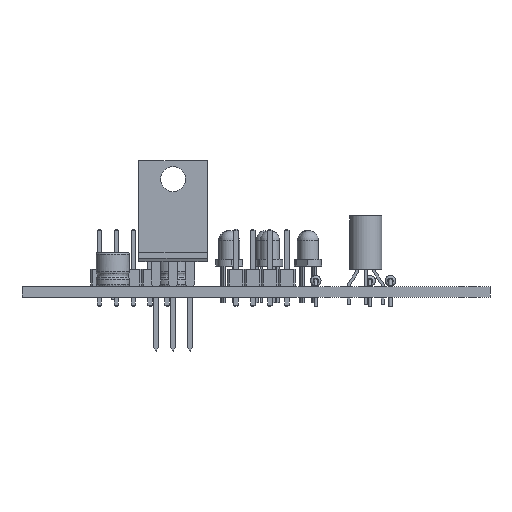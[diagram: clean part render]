
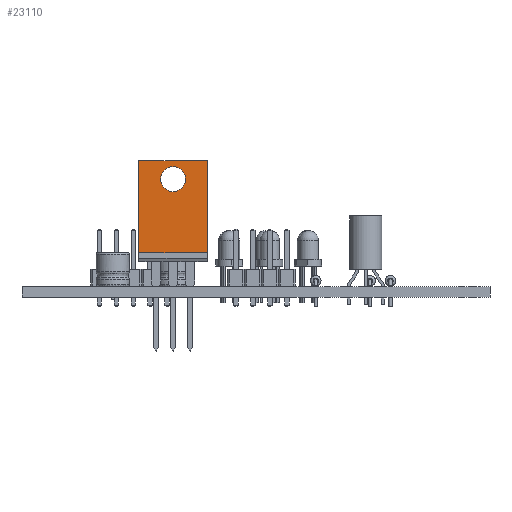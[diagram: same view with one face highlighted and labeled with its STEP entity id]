
A CAD part, left-side view. The second image highlights one B-rep face of the part: STEP entity #23110.
In plain terms, the highlighted face is planar.
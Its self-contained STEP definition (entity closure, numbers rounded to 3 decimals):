
#20590 = PLANE('',#20591);
#20591 = AXIS2_PLACEMENT_3D('',#20592,#20593,#20594);
#20592 = CARTESIAN_POINT('',(7.655,3.16,5.));
#20593 = DIRECTION('',(1.,0.,0.));
#20594 = DIRECTION('',(0.,-1.,0.));
#20646 = PLANE('',#20647);
#20647 = AXIS2_PLACEMENT_3D('',#20648,#20649,#20650);
#20648 = CARTESIAN_POINT('',(-2.575,1.89,5.));
#20649 = DIRECTION('',(-1.,0.,0.));
#20650 = DIRECTION('',(0.,1.,0.));
#20723 = PLANE('',#20724);
#20724 = AXIS2_PLACEMENT_3D('',#20725,#20726,#20727);
#20725 = CARTESIAN_POINT('',(-2.575,3.16,5.));
#20726 = DIRECTION('',(0.,0.,1.));
#20727 = DIRECTION('',(1.,0.,-0.));
#21780 = VERTEX_POINT('',#21781);
#21781 = CARTESIAN_POINT('',(-2.575,3.16,18.775));
#21795 = PLANE('',#21796);
#21796 = AXIS2_PLACEMENT_3D('',#21797,#21798,#21799);
#21797 = CARTESIAN_POINT('',(-2.575,3.16,18.775));
#21798 = DIRECTION('',(0.,0.,1.));
#21799 = DIRECTION('',(1.,0.,-0.));
#21807 = EDGE_CURVE('',#21808,#21780,#21810,.T.);
#21808 = VERTEX_POINT('',#21809);
#21809 = CARTESIAN_POINT('',(-2.575,3.16,5.));
#21810 = SURFACE_CURVE('',#21811,(#21815,#21822),.PCURVE_S1.);
#21811 = LINE('',#21812,#21813);
#21812 = CARTESIAN_POINT('',(-2.575,3.16,5.));
#21813 = VECTOR('',#21814,1.);
#21814 = DIRECTION('',(0.,0.,1.));
#21815 = PCURVE('',#20646,#21816);
#21816 = DEFINITIONAL_REPRESENTATION('',(#21817),#21821);
#21817 = LINE('',#21818,#21819);
#21818 = CARTESIAN_POINT('',(1.27,0.));
#21819 = VECTOR('',#21820,1.);
#21820 = DIRECTION('',(0.,-1.));
#21821 = ( GEOMETRIC_REPRESENTATION_CONTEXT(2) 
PARAMETRIC_REPRESENTATION_CONTEXT() REPRESENTATION_CONTEXT('2D SPACE',''
  ) );
#21822 = PCURVE('',#21823,#21828);
#21823 = PLANE('',#21824);
#21824 = AXIS2_PLACEMENT_3D('',#21825,#21826,#21827);
#21825 = CARTESIAN_POINT('',(-2.575,3.16,5.));
#21826 = DIRECTION('',(0.,1.,0.));
#21827 = DIRECTION('',(1.,0.,0.));
#21828 = DEFINITIONAL_REPRESENTATION('',(#21829),#21833);
#21829 = LINE('',#21830,#21831);
#21830 = CARTESIAN_POINT('',(0.,0.));
#21831 = VECTOR('',#21832,1.);
#21832 = DIRECTION('',(0.,-1.));
#21833 = ( GEOMETRIC_REPRESENTATION_CONTEXT(2) 
PARAMETRIC_REPRESENTATION_CONTEXT() REPRESENTATION_CONTEXT('2D SPACE',''
  ) );
#21925 = CYLINDRICAL_SURFACE('',#21926,1.868);
#21926 = AXIS2_PLACEMENT_3D('',#21927,#21928,#21929);
#21927 = CARTESIAN_POINT('',(2.54,1.89,16.005));
#21928 = DIRECTION('',(0.,-1.,0.));
#21929 = DIRECTION('',(1.,0.,0.));
#21941 = VERTEX_POINT('',#21942);
#21942 = CARTESIAN_POINT('',(7.655,3.16,5.));
#21963 = EDGE_CURVE('',#21941,#21964,#21966,.T.);
#21964 = VERTEX_POINT('',#21965);
#21965 = CARTESIAN_POINT('',(7.655,3.16,18.775));
#21966 = SURFACE_CURVE('',#21967,(#21971,#21978),.PCURVE_S1.);
#21967 = LINE('',#21968,#21969);
#21968 = CARTESIAN_POINT('',(7.655,3.16,5.));
#21969 = VECTOR('',#21970,1.);
#21970 = DIRECTION('',(0.,0.,1.));
#21971 = PCURVE('',#20590,#21972);
#21972 = DEFINITIONAL_REPRESENTATION('',(#21973),#21977);
#21973 = LINE('',#21974,#21975);
#21974 = CARTESIAN_POINT('',(0.,0.));
#21975 = VECTOR('',#21976,1.);
#21976 = DIRECTION('',(0.,-1.));
#21977 = ( GEOMETRIC_REPRESENTATION_CONTEXT(2) 
PARAMETRIC_REPRESENTATION_CONTEXT() REPRESENTATION_CONTEXT('2D SPACE',''
  ) );
#21978 = PCURVE('',#21823,#21979);
#21979 = DEFINITIONAL_REPRESENTATION('',(#21980),#21984);
#21980 = LINE('',#21981,#21982);
#21981 = CARTESIAN_POINT('',(10.23,0.));
#21982 = VECTOR('',#21983,1.);
#21983 = DIRECTION('',(0.,-1.));
#21984 = ( GEOMETRIC_REPRESENTATION_CONTEXT(2) 
PARAMETRIC_REPRESENTATION_CONTEXT() REPRESENTATION_CONTEXT('2D SPACE',''
  ) );
#22013 = EDGE_CURVE('',#21808,#21941,#22014,.T.);
#22014 = SURFACE_CURVE('',#22015,(#22019,#22026),.PCURVE_S1.);
#22015 = LINE('',#22016,#22017);
#22016 = CARTESIAN_POINT('',(-2.575,3.16,5.));
#22017 = VECTOR('',#22018,1.);
#22018 = DIRECTION('',(1.,0.,0.));
#22019 = PCURVE('',#20723,#22020);
#22020 = DEFINITIONAL_REPRESENTATION('',(#22021),#22025);
#22021 = LINE('',#22022,#22023);
#22022 = CARTESIAN_POINT('',(0.,0.));
#22023 = VECTOR('',#22024,1.);
#22024 = DIRECTION('',(1.,0.));
#22025 = ( GEOMETRIC_REPRESENTATION_CONTEXT(2) 
PARAMETRIC_REPRESENTATION_CONTEXT() REPRESENTATION_CONTEXT('2D SPACE',''
  ) );
#22026 = PCURVE('',#21823,#22027);
#22027 = DEFINITIONAL_REPRESENTATION('',(#22028),#22032);
#22028 = LINE('',#22029,#22030);
#22029 = CARTESIAN_POINT('',(0.,0.));
#22030 = VECTOR('',#22031,1.);
#22031 = DIRECTION('',(1.,0.));
#22032 = ( GEOMETRIC_REPRESENTATION_CONTEXT(2) 
PARAMETRIC_REPRESENTATION_CONTEXT() REPRESENTATION_CONTEXT('2D SPACE',''
  ) );
#23110 = ADVANCED_FACE('',(#23111,#23137),#21823,.T.);
#23111 = FACE_BOUND('',#23112,.T.);
#23112 = EDGE_LOOP('',(#23113,#23114,#23135,#23136));
#23113 = ORIENTED_EDGE('',*,*,#21807,.T.);
#23114 = ORIENTED_EDGE('',*,*,#23115,.T.);
#23115 = EDGE_CURVE('',#21780,#21964,#23116,.T.);
#23116 = SURFACE_CURVE('',#23117,(#23121,#23128),.PCURVE_S1.);
#23117 = LINE('',#23118,#23119);
#23118 = CARTESIAN_POINT('',(-2.575,3.16,18.775));
#23119 = VECTOR('',#23120,1.);
#23120 = DIRECTION('',(1.,0.,0.));
#23121 = PCURVE('',#21823,#23122);
#23122 = DEFINITIONAL_REPRESENTATION('',(#23123),#23127);
#23123 = LINE('',#23124,#23125);
#23124 = CARTESIAN_POINT('',(0.,-13.775));
#23125 = VECTOR('',#23126,1.);
#23126 = DIRECTION('',(1.,0.));
#23127 = ( GEOMETRIC_REPRESENTATION_CONTEXT(2) 
PARAMETRIC_REPRESENTATION_CONTEXT() REPRESENTATION_CONTEXT('2D SPACE',''
  ) );
#23128 = PCURVE('',#21795,#23129);
#23129 = DEFINITIONAL_REPRESENTATION('',(#23130),#23134);
#23130 = LINE('',#23131,#23132);
#23131 = CARTESIAN_POINT('',(0.,0.));
#23132 = VECTOR('',#23133,1.);
#23133 = DIRECTION('',(1.,0.));
#23134 = ( GEOMETRIC_REPRESENTATION_CONTEXT(2) 
PARAMETRIC_REPRESENTATION_CONTEXT() REPRESENTATION_CONTEXT('2D SPACE',''
  ) );
#23135 = ORIENTED_EDGE('',*,*,#21963,.F.);
#23136 = ORIENTED_EDGE('',*,*,#22013,.F.);
#23137 = FACE_BOUND('',#23138,.T.);
#23138 = EDGE_LOOP('',(#23139));
#23139 = ORIENTED_EDGE('',*,*,#23140,.T.);
#23140 = EDGE_CURVE('',#23141,#23141,#23143,.T.);
#23141 = VERTEX_POINT('',#23142);
#23142 = CARTESIAN_POINT('',(4.408,3.16,16.005));
#23143 = SURFACE_CURVE('',#23144,(#23149,#23160),.PCURVE_S1.);
#23144 = CIRCLE('',#23145,1.868);
#23145 = AXIS2_PLACEMENT_3D('',#23146,#23147,#23148);
#23146 = CARTESIAN_POINT('',(2.54,3.16,16.005));
#23147 = DIRECTION('',(0.,-1.,0.));
#23148 = DIRECTION('',(1.,0.,0.));
#23149 = PCURVE('',#21823,#23150);
#23150 = DEFINITIONAL_REPRESENTATION('',(#23151),#23159);
#23151 = ( BOUNDED_CURVE() B_SPLINE_CURVE(2,(#23152,#23153,#23154,#23155
    ,#23156,#23157,#23158),.UNSPECIFIED.,.T.,.F.) 
B_SPLINE_CURVE_WITH_KNOTS((1,2,2,2,2,1),(-2.094,0.,
    2.094,4.189,6.283,8.378),
.UNSPECIFIED.) CURVE() GEOMETRIC_REPRESENTATION_ITEM() 
RATIONAL_B_SPLINE_CURVE((1.,0.5,1.,0.5,1.,0.5,1.)) REPRESENTATION_ITEM(
  '') );
#23152 = CARTESIAN_POINT('',(6.983,-11.005));
#23153 = CARTESIAN_POINT('',(6.983,-14.24));
#23154 = CARTESIAN_POINT('',(4.181,-12.622));
#23155 = CARTESIAN_POINT('',(1.38,-11.005));
#23156 = CARTESIAN_POINT('',(4.181,-9.388));
#23157 = CARTESIAN_POINT('',(6.983,-7.77));
#23158 = CARTESIAN_POINT('',(6.983,-11.005));
#23159 = ( GEOMETRIC_REPRESENTATION_CONTEXT(2) 
PARAMETRIC_REPRESENTATION_CONTEXT() REPRESENTATION_CONTEXT('2D SPACE',''
  ) );
#23160 = PCURVE('',#21925,#23161);
#23161 = DEFINITIONAL_REPRESENTATION('',(#23162),#23166);
#23162 = LINE('',#23163,#23164);
#23163 = CARTESIAN_POINT('',(0.,-1.27));
#23164 = VECTOR('',#23165,1.);
#23165 = DIRECTION('',(1.,0.));
#23166 = ( GEOMETRIC_REPRESENTATION_CONTEXT(2) 
PARAMETRIC_REPRESENTATION_CONTEXT() REPRESENTATION_CONTEXT('2D SPACE',''
  ) );
